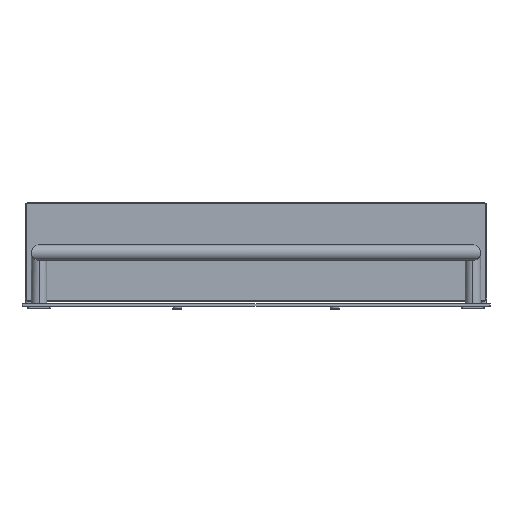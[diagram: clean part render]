
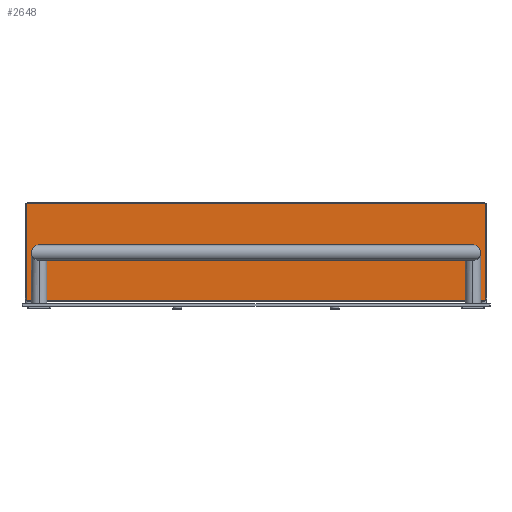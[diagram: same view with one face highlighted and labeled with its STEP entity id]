
A CAD part, front view. The second image highlights one B-rep face of the part: STEP entity #2648.
In plain terms, the highlighted planar face has unit normal (0, -1, 0).
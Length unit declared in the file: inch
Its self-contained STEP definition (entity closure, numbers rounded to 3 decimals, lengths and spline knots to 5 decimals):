
#135=DIRECTION('',(0.,0.,-1.));
#136=VECTOR('',#135,4.92);
#137=CARTESIAN_POINT('',(11.649,-0.09885,5.1961));
#138=LINE('',#137,#136);
#139=DIRECTION('',(-1.,0.,0.));
#140=VECTOR('',#139,23.298);
#141=CARTESIAN_POINT('',(11.649,-0.09885,0.2761));
#142=LINE('',#141,#140);
#143=DIRECTION('',(0.,0.,-1.));
#144=VECTOR('',#143,4.92);
#145=CARTESIAN_POINT('',(-11.649,-0.09885,5.1961));
#146=LINE('',#145,#144);
#147=DIRECTION('',(1.,0.,0.));
#148=VECTOR('',#147,23.298);
#149=CARTESIAN_POINT('',(-11.649,-0.09885,5.1961));
#150=LINE('',#149,#148);
#226=CARTESIAN_POINT('',(-11.,-0.09885,1.4171));
#227=DIRECTION('',(0.,1.,0.));
#228=DIRECTION('',(0.,0.,-1.));
#229=AXIS2_PLACEMENT_3D('',#226,#227,#228);
#294=CARTESIAN_POINT('',(-11.,-0.09885,1.4171));
#295=DIRECTION('',(0.,1.,0.));
#296=DIRECTION('',(0.,0.,1.));
#297=AXIS2_PLACEMENT_3D('',#294,#295,#296);
#1286=CARTESIAN_POINT('',(11.,-0.09885,1.4171));
#1287=DIRECTION('',(0.,1.,0.));
#1288=DIRECTION('',(0.,0.,-1.));
#1289=AXIS2_PLACEMENT_3D('',#1286,#1287,#1288);
#1342=CARTESIAN_POINT('',(11.,-0.09885,1.4171));
#1343=DIRECTION('',(0.,1.,0.));
#1344=DIRECTION('',(0.,0.,1.));
#1345=AXIS2_PLACEMENT_3D('',#1342,#1343,#1344);
#2264=CARTESIAN_POINT('',(11.649,-0.09885,5.1961));
#2265=VERTEX_POINT('',#2264);
#2266=CARTESIAN_POINT('',(11.649,-0.09885,0.2761));
#2267=VERTEX_POINT('',#2266);
#2270=CARTESIAN_POINT('',(-11.649,-0.09885,5.1961));
#2271=VERTEX_POINT('',#2270);
#2276=CARTESIAN_POINT('',(-11.649,-0.09885,0.2761));
#2277=VERTEX_POINT('',#2276);
#2294=CARTESIAN_POINT('',(11.,-0.09885,1.2991));
#2295=VERTEX_POINT('',#2294);
#2296=CARTESIAN_POINT('',(11.,-0.09885,1.5351));
#2297=VERTEX_POINT('',#2296);
#2314=CARTESIAN_POINT('',(-11.,-0.09885,1.5351));
#2315=VERTEX_POINT('',#2314);
#2316=CARTESIAN_POINT('',(-11.,-0.09885,1.2991));
#2317=VERTEX_POINT('',#2316);
#2622=CARTESIAN_POINT('',(-11.689,-0.09885,0.2361));
#2623=DIRECTION('',(0.,-1.,0.));
#2624=DIRECTION('',(1.,0.,0.));
#2625=AXIS2_PLACEMENT_3D('',#2622,#2623,#2624);
#2626=PLANE('',#2625);
#2628=ORIENTED_EDGE('',*,*,#2627,.T.);
#2630=ORIENTED_EDGE('',*,*,#2629,.T.);
#2632=ORIENTED_EDGE('',*,*,#2631,.F.);
#2633=ORIENTED_EDGE('',*,*,#2615,.T.);
#2634=EDGE_LOOP('',(#2628,#2630,#2632,#2633));
#2635=FACE_OUTER_BOUND('',#2634,.F.);
#2637=ORIENTED_EDGE('',*,*,#2636,.F.);
#2639=ORIENTED_EDGE('',*,*,#2638,.F.);
#2640=EDGE_LOOP('',(#2637,#2639));
#2641=FACE_BOUND('',#2640,.F.);
#2643=ORIENTED_EDGE('',*,*,#2642,.F.);
#2645=ORIENTED_EDGE('',*,*,#2644,.F.);
#2646=EDGE_LOOP('',(#2643,#2645));
#2647=FACE_BOUND('',#2646,.F.);
#2648=ADVANCED_FACE('',(#2635,#2641,#2647),#2626,.T.);
#230=CIRCLE('',#229,0.118);
#298=CIRCLE('',#297,0.118);
#1290=CIRCLE('',#1289,0.118);
#1346=CIRCLE('',#1345,0.118);
#2615=EDGE_CURVE('',#2271,#2265,#150,.T.);
#2627=EDGE_CURVE('',#2265,#2267,#138,.T.);
#2629=EDGE_CURVE('',#2267,#2277,#142,.T.);
#2631=EDGE_CURVE('',#2271,#2277,#146,.T.);
#2636=EDGE_CURVE('',#2317,#2315,#230,.T.);
#2638=EDGE_CURVE('',#2315,#2317,#298,.T.);
#2642=EDGE_CURVE('',#2295,#2297,#1290,.T.);
#2644=EDGE_CURVE('',#2297,#2295,#1346,.T.);
